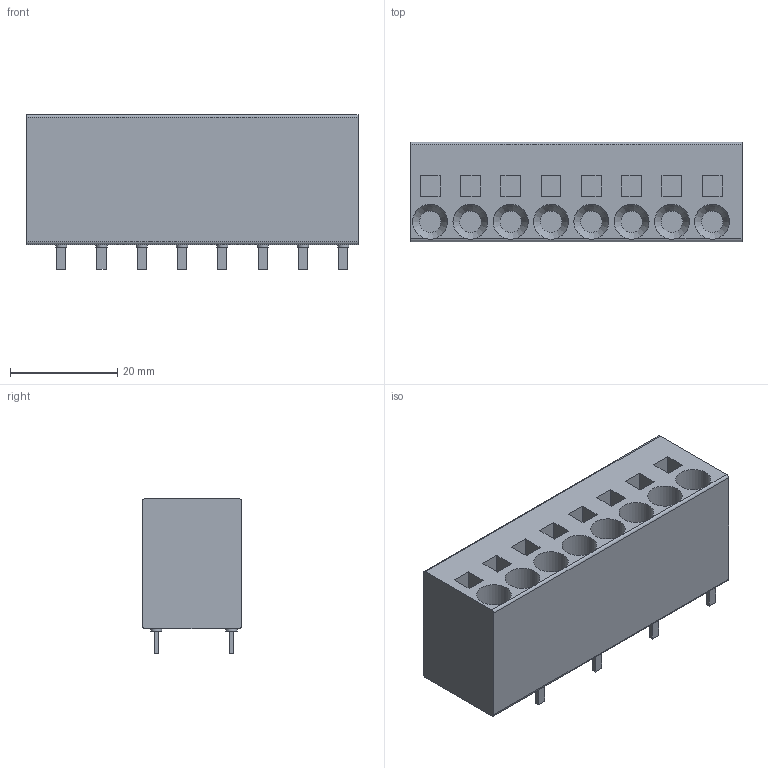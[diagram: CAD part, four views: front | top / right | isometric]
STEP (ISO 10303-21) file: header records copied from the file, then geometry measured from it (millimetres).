
FILE_DESCRIPTION(/* description */ ('model of PhoenixContact_SPT_5_8-V-7.5-ZB_1x08_P7.5mm_Vertical'),/* implementation_level */ '2;1');
FILE_NAME(/* name */ 'PhoenixContact_SPT_5_8-V-7.5-ZB_1x08_P7.5mm_Vertical.step',/* time_stamp */ '2023-01-30T13:58:14',/* author */ ('KiCAD','kicad'),/* organization */ ('OCCT'),/* preprocessor_version */ '',/* originating_system */ 'KiCAD',/* authorisation */ '');
FILE_SCHEMA(('AUTOMOTIVE_DESIGN { 1 0 10303 214 1 1 1 1 }'));
Length unit declared in the file: millimetre
Products named in the file (7): CQ assembly; c15ebe26-a09d-11ed-8f45-a0cec80452fd; c15ebe26-a09d-11ed-8f45-a0cec80452fd_part; c15ec272-a09d-11ed-8f45-a0cec80452fd; c15ec272-a09d-11ed-8f45-a0cec80452fd_part; c15ec54c-a09d-11ed-8f45-a0cec80452fd; c15ec54c-a09d-11ed-8f45-a0cec80452fd_part
Assembly tree (6 placements, depth 4):
  CQ assembly
    c15ebe26-a09d-11ed-8f45-a0cec80452fd
      c15ebe26-a09d-11ed-8f45-a0cec80452fd_part
      c15ec272-a09d-11ed-8f45-a0cec80452fd
        c15ec272-a09d-11ed-8f45-a0cec80452fd_part
      c15ec54c-a09d-11ed-8f45-a0cec80452fd
        c15ec54c-a09d-11ed-8f45-a0cec80452fd_part
Bounding box: 61.8 x 18.5 x 28.75 mm (x, y, z)
Volume: 25088.4 mm3; surface area: 8170.1 mm2
Topology: 9 solids, 9 shells, 138 faces, 304 edges, 200 vertices
Faces by surface type: plane 110, cylinder 20, cone 8
Full cylindrical faces by diameter (mm): 2.1 x8, 6.5 x8
Entity records: 4001 total; most frequent: CARTESIAN_POINT 737, DIRECTION 642, ORIENTED_EDGE 608, EDGE_CURVE 304, LINE 240, VECTOR 240, AXIS2_PLACEMENT_3D 201, VERTEX_POINT 200
